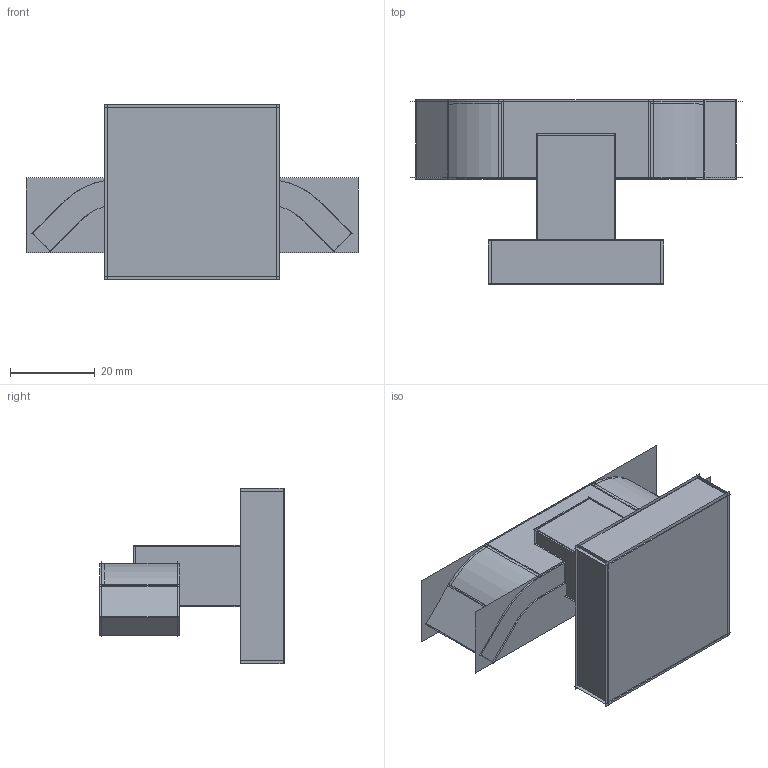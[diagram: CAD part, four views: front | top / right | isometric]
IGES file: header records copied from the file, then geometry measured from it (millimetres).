
Start section:  PTC IGES file: 7011002_asm.igs
Global section: file name: 7011002_asm.igs; native system: Creo Parametric by PTC Inc.; preprocessor: 2018020; author: 25393; organization: Unknown; date: 20191206.001150; units: millimetre
Bounding box: 78.52 x 43.56 x 41.6 mm (x, y, z)
Surface area: 24751.5 mm2 (no closed solid volume)
Topology: 0 solids, 0 shells, 60 faces, 776 edges, 1000 vertices
Faces by surface type: bspline 52, revolution 8
